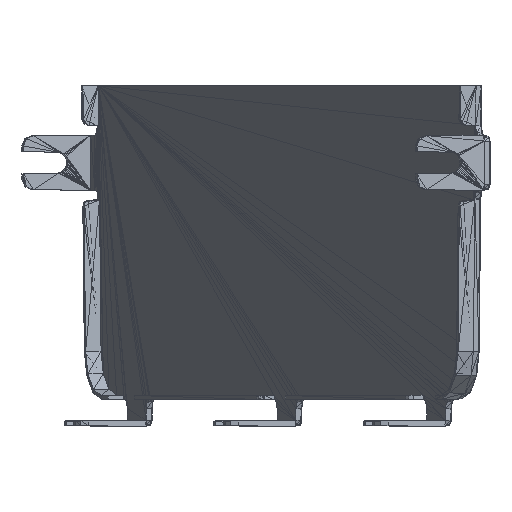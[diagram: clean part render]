
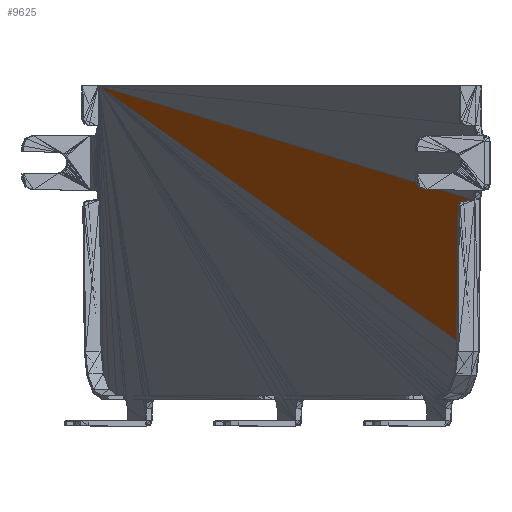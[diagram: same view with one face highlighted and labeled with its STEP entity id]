
A CAD part, left-side view. The second image highlights one B-rep face of the part: STEP entity #9625.
In plain terms, the highlighted planar face has unit normal (-0.342, 0.94, 0).
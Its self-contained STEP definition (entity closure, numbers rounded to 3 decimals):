
#4749 = VERTEX_POINT('',#4750);
#4750 = CARTESIAN_POINT('',(599.877,-7789.623,
    15.95));
#9507 = PLANE('',#9508);
#9508 = AXIS2_PLACEMENT_3D('',#9509,#9510,#9511);
#9509 = CARTESIAN_POINT('',(420.425,-7854.938,
    2.542));
#9510 = DIRECTION('',(-0.342,0.94,0.)
  );
#9511 = DIRECTION('',(0.94,0.342,0.));
#9571 = EDGE_CURVE('',#4749,#9572,#9574,.T.);
#9572 = VERTEX_POINT('',#9573);
#9573 = CARTESIAN_POINT('',(252.7,-7915.985,
    -22.55));
#9574 = SURFACE_CURVE('',#9575,(#9579,#9586),.PCURVE_S1.);
#9575 = LINE('',#9576,#9577);
#9576 = CARTESIAN_POINT('',(599.877,-7789.623,
    15.95));
#9577 = VECTOR('',#9578,1.);
#9578 = DIRECTION('',(-0.935,-0.34,-0.104));
#9579 = PCURVE('',#9507,#9580);
#9580 = DEFINITIONAL_REPRESENTATION('',(#9581),#9585);
#9581 = LINE('',#9582,#9583);
#9582 = CARTESIAN_POINT('',(190.969,-13.408));
#9583 = VECTOR('',#9584,1.);
#9584 = DIRECTION('',(-0.995,0.104));
#9585 = ( GEOMETRIC_REPRESENTATION_CONTEXT(2) 
PARAMETRIC_REPRESENTATION_CONTEXT() REPRESENTATION_CONTEXT('2D SPACE',''
  ) );
#9586 = PCURVE('',#9587,#9592);
#9587 = PLANE('',#9588);
#9588 = AXIS2_PLACEMENT_3D('',#9589,#9590,#9591);
#9589 = CARTESIAN_POINT('',(415.624,-7856.686,
    -18.189));
#9590 = DIRECTION('',(-0.342,0.94,0.)
  );
#9591 = DIRECTION('',(0.94,0.342,0.));
#9592 = DEFINITIONAL_REPRESENTATION('',(#9593),#9597);
#9593 = LINE('',#9594,#9595);
#9594 = CARTESIAN_POINT('',(196.078,-34.139));
#9595 = VECTOR('',#9596,1.);
#9596 = DIRECTION('',(-0.995,0.104));
#9597 = ( GEOMETRIC_REPRESENTATION_CONTEXT(2) 
PARAMETRIC_REPRESENTATION_CONTEXT() REPRESENTATION_CONTEXT('2D SPACE',''
  ) );
#9625 = ADVANCED_FACE('',(#9626),#9587,.T.);
#9626 = FACE_BOUND('',#9627,.T.);
#9627 = EDGE_LOOP('',(#9628,#9656,#9682));
#9628 = ORIENTED_EDGE('',*,*,#9629,.T.);
#9629 = EDGE_CURVE('',#4749,#9630,#9632,.T.);
#9630 = VERTEX_POINT('',#9631);
#9631 = CARTESIAN_POINT('',(254.121,-7915.468,
    -73.504));
#9632 = SURFACE_CURVE('',#9633,(#9637,#9644),.PCURVE_S1.);
#9633 = LINE('',#9634,#9635);
#9634 = CARTESIAN_POINT('',(599.877,-7789.623,
    15.95));
#9635 = VECTOR('',#9636,1.);
#9636 = DIRECTION('',(-0.913,-0.332,-0.236));
#9637 = PCURVE('',#9587,#9638);
#9638 = DEFINITIONAL_REPRESENTATION('',(#9639),#9643);
#9639 = LINE('',#9640,#9641);
#9640 = CARTESIAN_POINT('',(196.078,-34.139));
#9641 = VECTOR('',#9642,1.);
#9642 = DIRECTION('',(-0.972,0.236));
#9643 = ( GEOMETRIC_REPRESENTATION_CONTEXT(2) 
PARAMETRIC_REPRESENTATION_CONTEXT() REPRESENTATION_CONTEXT('2D SPACE',''
  ) );
#9644 = PCURVE('',#9645,#9650);
#9645 = PLANE('',#9646);
#9646 = AXIS2_PLACEMENT_3D('',#9647,#9648,#9649);
#9647 = CARTESIAN_POINT('',(425.762,-7852.996,
    -31.117));
#9648 = DIRECTION('',(-0.342,0.94,0.
    ));
#9649 = DIRECTION('',(0.94,0.342,0.)
  );
#9650 = DEFINITIONAL_REPRESENTATION('',(#9651),#9655);
#9651 = LINE('',#9652,#9653);
#9652 = CARTESIAN_POINT('',(185.289,-47.067));
#9653 = VECTOR('',#9654,1.);
#9654 = DIRECTION('',(-0.972,0.236));
#9655 = ( GEOMETRIC_REPRESENTATION_CONTEXT(2) 
PARAMETRIC_REPRESENTATION_CONTEXT() REPRESENTATION_CONTEXT('2D SPACE',''
  ) );
#9656 = ORIENTED_EDGE('',*,*,#9657,.T.);
#9657 = EDGE_CURVE('',#9630,#9572,#9658,.T.);
#9658 = SURFACE_CURVE('',#9659,(#9663,#9670),.PCURVE_S1.);
#9659 = LINE('',#9660,#9661);
#9660 = CARTESIAN_POINT('',(254.121,-7915.468,
    -73.504));
#9661 = VECTOR('',#9662,1.);
#9662 = DIRECTION('',(-0.028,-0.01,
    1.));
#9663 = PCURVE('',#9587,#9664);
#9664 = DEFINITIONAL_REPRESENTATION('',(#9665),#9669);
#9665 = LINE('',#9666,#9667);
#9666 = CARTESIAN_POINT('',(-171.867,55.315));
#9667 = VECTOR('',#9668,1.);
#9668 = DIRECTION('',(-0.03,-1.));
#9669 = ( GEOMETRIC_REPRESENTATION_CONTEXT(2) 
PARAMETRIC_REPRESENTATION_CONTEXT() REPRESENTATION_CONTEXT('2D SPACE',''
  ) );
#9670 = PCURVE('',#9671,#9676);
#9671 = PLANE('',#9672);
#9672 = AXIS2_PLACEMENT_3D('',#9673,#9674,#9675);
#9673 = CARTESIAN_POINT('',(253.06,-7914.882,
    -47.19));
#9674 = DIRECTION('',(0.933,0.358,0.03)
  );
#9675 = DIRECTION('',(-0.358,0.934,0.));
#9676 = DEFINITIONAL_REPRESENTATION('',(#9677),#9681);
#9677 = LINE('',#9678,#9679);
#9678 = CARTESIAN_POINT('',(-0.928,-26.326));
#9679 = VECTOR('',#9680,1.);
#9680 = DIRECTION('',(0.001,1.));
#9681 = ( GEOMETRIC_REPRESENTATION_CONTEXT(2) 
PARAMETRIC_REPRESENTATION_CONTEXT() REPRESENTATION_CONTEXT('2D SPACE',''
  ) );
#9682 = ORIENTED_EDGE('',*,*,#9571,.F.);
